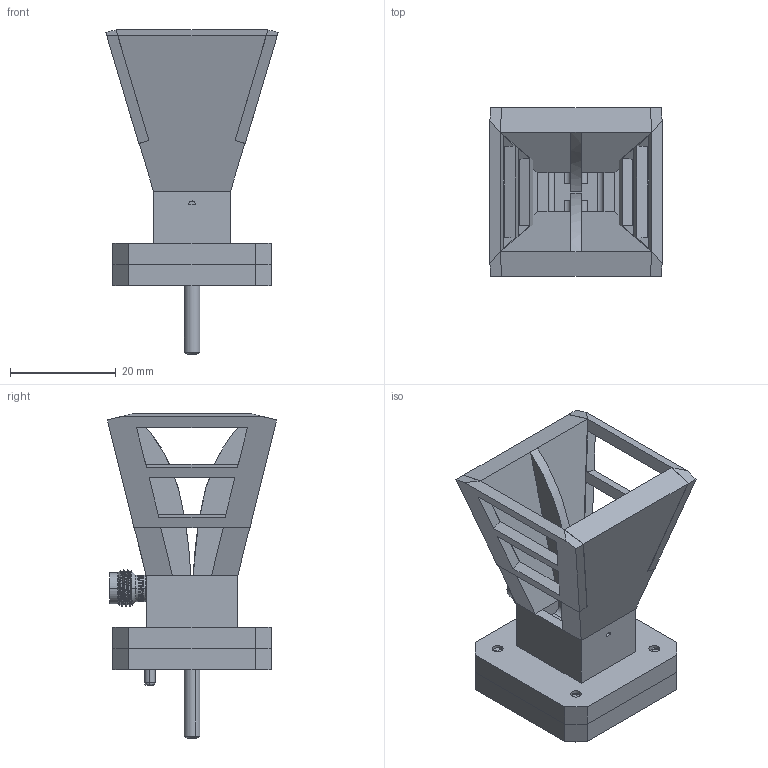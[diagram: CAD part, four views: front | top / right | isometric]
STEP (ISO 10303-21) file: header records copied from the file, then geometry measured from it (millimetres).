
FILE_DESCRIPTION (( 'STEP AP203' ), '1' );
FILE_NAME ('SAV-0636731522-VF-U5.STEP', '2020-01-08T17:50:45', ( '' ), ( '' ), 'SwSTEP 2.0', 'SolidWorks 2016', '' );
FILE_SCHEMA (( 'CONFIG_CONTROL_DESIGN' ));
Products named in the file (1): SAV-0636731522-VF-U5
Bounding box: 32.63 x 32.11 x 61.5 mm (x, y, z)
Surface area: 12499.8 mm2 (no closed solid volume)
Topology: 0 solids, 33 shells, 565 faces, 1481 edges, 914 vertices
Faces by surface type: plane 201, cylinder 178, bspline 100, cone 86
Entity records: 51413 total; most frequent: CARTESIAN_POINT 38890, ORIENTED_EDGE 2794, DIRECTION 2212, EDGE_CURVE 1449, VERTEX_POINT 914, AXIS2_PLACEMENT_3D 809, EDGE_LOOP 620, VECTOR 594
